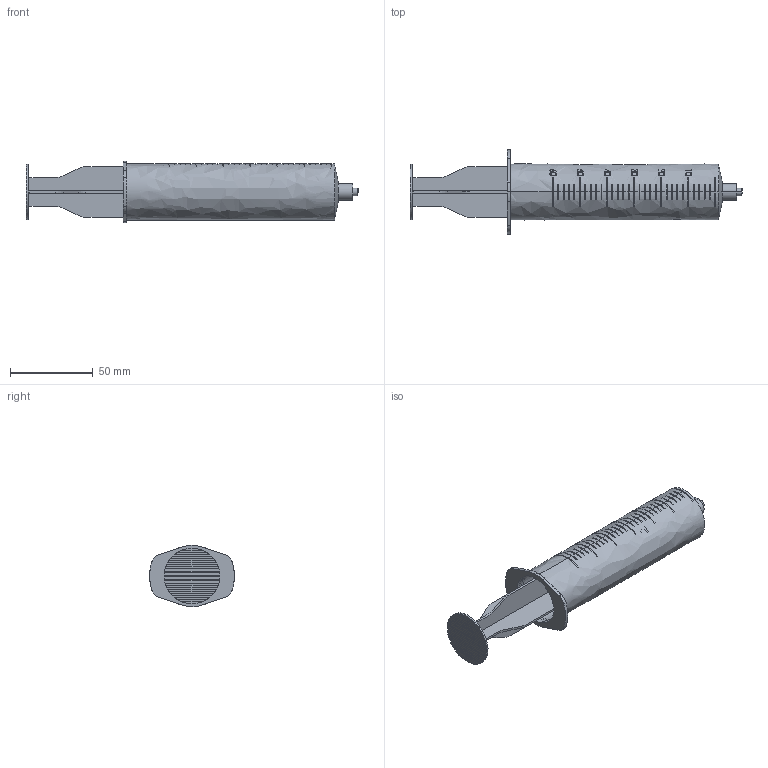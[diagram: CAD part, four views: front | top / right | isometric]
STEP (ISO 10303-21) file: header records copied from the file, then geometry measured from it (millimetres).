
FILE_DESCRIPTION(('FreeCAD Model'),'2;1');
FILE_NAME('Open CASCADE Shape Model','2025-04-29T17:46:52',('FreeCAD'),( 'FreeCAD'),'Open CASCADE STEP processor 7.6','FreeCAD','Unknown');
FILE_SCHEMA(('AUTOMOTIVE_DESIGN { 1 0 10303 214 1 1 1 1 }'));
Products named in the file (1): Open CASCADE STEP translator 7.6 1
Bounding box: 201.16 x 51.44 x 37.22 mm (x, y, z)
Volume: 35222.6 mm3; surface area: 54172.3 mm2
Topology: 3 solids, 3 shells, 782 faces, 2216 edges, 1427 vertices
Faces by surface type: bspline 782
Entity records: 50176 total; most frequent: CARTESIAN_POINT 37289, ORIENTED_EDGE 4420, EDGE_CURVE 2210, B_SPLINE_CURVE_WITH_KNOTS 1722, VERTEX_POINT 1427, FACE_BOUND 857, EDGE_LOOP 857, ADVANCED_FACE 782
